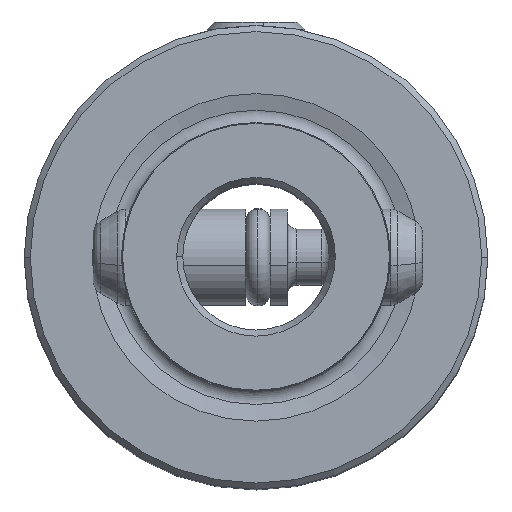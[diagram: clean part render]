
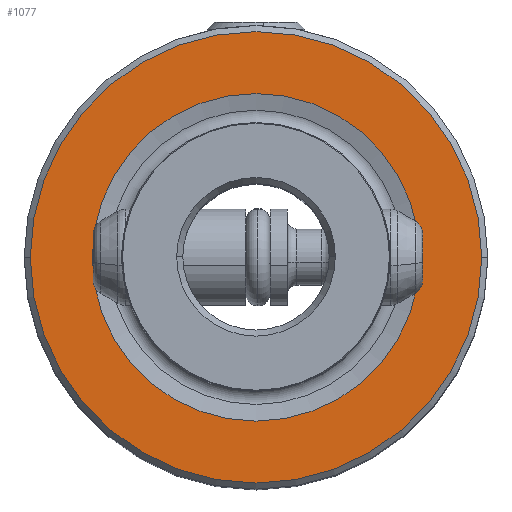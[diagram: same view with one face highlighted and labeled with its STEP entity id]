
A CAD part, top view. The second image highlights one B-rep face of the part: STEP entity #1077.
In plain terms, the highlighted planar face has unit normal (0, 0, 1).
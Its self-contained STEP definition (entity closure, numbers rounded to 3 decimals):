
#691=VERTEX_POINT('NONE',#1925);
#729=EDGE_CURVE('NONE',#1307,#875,#1967,.F.);
#875=VERTEX_POINT('NONE',#2131);
#1011=EDGE_CURVE('NONE',#691,#1165,#2278,.F.);
#1077=ADVANCED_FACE('NONE',(#2353,#2354),#2355,.T.);
#1165=VERTEX_POINT('NONE',#2455);
#1181=EDGE_CURVE('NONE',#1165,#691,#2471,.T.);
#1307=VERTEX_POINT('NONE',#2613);
#1833=EDGE_CURVE('NONE',#875,#1307,#3202,.T.);
#1925=CARTESIAN_POINT('',(-6.712,0.,0.));
#1967=CIRCLE('',#3387,9.25);
#2131=CARTESIAN_POINT('',(-9.25,0.,0.));
#2278=CIRCLE('',#4212,6.712);
#2353=FACE_OUTER_BOUND('',#4402,.T.);
#2354=FACE_BOUND('',#4403,.T.);
#2355=PLANE('',#4404);
#2455=CARTESIAN_POINT('',(6.712,0.0,0.));
#2471=CIRCLE('',#4613,6.712);
#2613=CARTESIAN_POINT('',(9.25,0.,0.));
#3202=CIRCLE('',#5963,9.25);
#3387=AXIS2_PLACEMENT_3D('',#6097,#6098,#6099);
#4212=AXIS2_PLACEMENT_3D('',#6467,#6468,#6469);
#4402=EDGE_LOOP('',(#6571,#6572));
#4403=EDGE_LOOP('',(#6573,#6574));
#4404=AXIS2_PLACEMENT_3D('',#6575,#6576,#6577);
#4613=AXIS2_PLACEMENT_3D('',#6723,#6724,#6725);
#5963=AXIS2_PLACEMENT_3D('',#7647,#7648,#7649);
#6097=CARTESIAN_POINT('',(0.,0.,0.));
#6098=DIRECTION('',(0.,0.,-1.0));
#6099=DIRECTION('',(-1.0,0.,0.0));
#6467=CARTESIAN_POINT('',(0.0,0.0,0.));
#6468=DIRECTION('',(0.0,0.,-1.0));
#6469=DIRECTION('',(1.0,0.0,0.0));
#6571=ORIENTED_EDGE('',*,*,#1833,.T.);
#6572=ORIENTED_EDGE('',*,*,#729,.T.);
#6573=ORIENTED_EDGE('',*,*,#1181,.F.);
#6574=ORIENTED_EDGE('',*,*,#1011,.F.);
#6575=CARTESIAN_POINT('',(0.0,5.5,0.));
#6576=DIRECTION('',(-0.0,0.,1.0));
#6577=DIRECTION('',(1.0,0.0,0.0));
#6723=CARTESIAN_POINT('',(0.0,0.0,0.));
#6724=DIRECTION('',(-0.0,0.,1.0));
#6725=DIRECTION('',(1.0,0.0,0.0));
#7647=CARTESIAN_POINT('',(0.,0.,0.));
#7648=DIRECTION('',(0.,0.,1.0));
#7649=DIRECTION('',(-1.0,0.,0.0));
